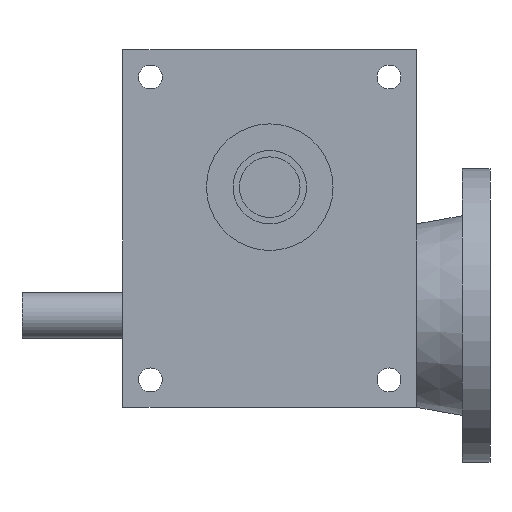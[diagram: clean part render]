
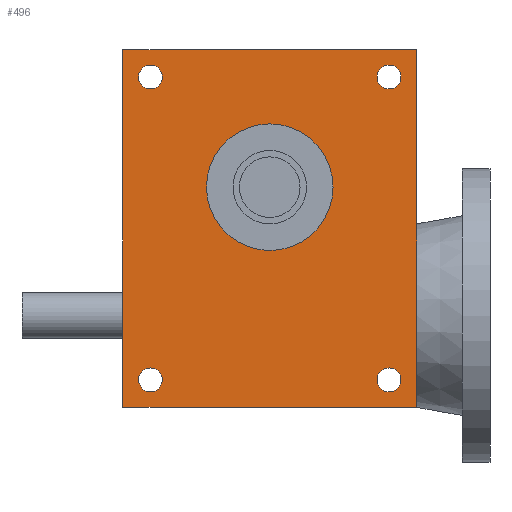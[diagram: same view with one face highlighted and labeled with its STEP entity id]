
A CAD part, front view. The second image highlights one B-rep face of the part: STEP entity #496.
In plain terms, the highlighted planar face has unit normal (0, -1, 0).
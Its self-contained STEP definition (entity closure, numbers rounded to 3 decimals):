
#496 = ADVANCED_FACE( '', ( #1028, #1029, #1030, #1031, #1032, #1033 ), #1034, .F. );
#1028 = FACE_BOUND( '', #1639, .T. );
#1029 = FACE_BOUND( '', #1640, .T. );
#1030 = FACE_BOUND( '', #1641, .T. );
#1031 = FACE_BOUND( '', #1642, .T. );
#1032 = FACE_BOUND( '', #1643, .T. );
#1033 = FACE_OUTER_BOUND( '', #1644, .T. );
#1034 = PLANE( '', #1645 );
#1639 = EDGE_LOOP( '', ( #2706 ) );
#1640 = EDGE_LOOP( '', ( #2707 ) );
#1641 = EDGE_LOOP( '', ( #2708 ) );
#1642 = EDGE_LOOP( '', ( #2709 ) );
#1643 = EDGE_LOOP( '', ( #2710 ) );
#1644 = EDGE_LOOP( '', ( #2711, #2712, #2713, #2714 ) );
#1645 = AXIS2_PLACEMENT_3D( '', #2715, #2716, #2717 );
#2706 = ORIENTED_EDGE( '', *, *, #3494, .T. );
#2707 = ORIENTED_EDGE( '', *, *, #3668, .T. );
#2708 = ORIENTED_EDGE( '', *, *, #3669, .T. );
#2709 = ORIENTED_EDGE( '', *, *, #3464, .T. );
#2710 = ORIENTED_EDGE( '', *, *, #3670, .T. );
#2711 = ORIENTED_EDGE( '', *, *, #3671, .T. );
#2712 = ORIENTED_EDGE( '', *, *, #3321, .F. );
#2713 = ORIENTED_EDGE( '', *, *, #3457, .F. );
#2714 = ORIENTED_EDGE( '', *, *, #3672, .T. );
#2715 = CARTESIAN_POINT( '', ( -80., -60., 97.5 ) );
#2716 = DIRECTION( '', ( 0., 1., 0. ) );
#2717 = DIRECTION( '', ( 0., 0., 1. ) );
#3321 = EDGE_CURVE( '', #3885, #3880, #3887, .T. );
#3457 = EDGE_CURVE( '', #4110, #3885, #4112, .T. );
#3464 = EDGE_CURVE( '', #4121, #4121, #4122, .T. );
#3494 = EDGE_CURVE( '', #4167, #4167, #4168, .T. );
#3668 = EDGE_CURVE( '', #4424, #4424, #4425, .T. );
#3669 = EDGE_CURVE( '', #4426, #4426, #4427, .T. );
#3670 = EDGE_CURVE( '', #4428, #4428, #4429, .T. );
#3671 = EDGE_CURVE( '', #4430, #3880, #4431, .T. );
#3672 = EDGE_CURVE( '', #4110, #4430, #4432, .T. );
#3880 = VERTEX_POINT( '', #4690 );
#3885 = VERTEX_POINT( '', #4697 );
#3887 = LINE( '', #4700, #4701 );
#4110 = VERTEX_POINT( '', #4997 );
#4112 = LINE( '', #5000, #5001 );
#4121 = VERTEX_POINT( '', #5014 );
#4122 = CIRCLE( '', #5015, 6.5 );
#4167 = VERTEX_POINT( '', #5103 );
#4168 = CIRCLE( '', #5104, 6.5 );
#4424 = VERTEX_POINT( '', #5463 );
#4425 = CIRCLE( '', #5464, 6.5 );
#4426 = VERTEX_POINT( '', #5465 );
#4427 = CIRCLE( '', #5466, 6.5 );
#4428 = VERTEX_POINT( '', #5467 );
#4429 = CIRCLE( '', #5468, 34.5 );
#4430 = VERTEX_POINT( '', #5469 );
#4431 = LINE( '', #5470, #5471 );
#4432 = LINE( '', #5472, #5473 );
#4690 = CARTESIAN_POINT( '', ( 80., -60., -97.5 ) );
#4697 = CARTESIAN_POINT( '', ( 80., -60., 97.5 ) );
#4700 = CARTESIAN_POINT( '', ( 80., -60., 97.5 ) );
#4701 = VECTOR( '', #5728, 1000. );
#4997 = CARTESIAN_POINT( '', ( -80., -60., 97.5 ) );
#5000 = CARTESIAN_POINT( '', ( -80., -60., 97.5 ) );
#5001 = VECTOR( '', #5887, 1000. );
#5014 = CARTESIAN_POINT( '', ( 71.5, -60., -82.5 ) );
#5015 = AXIS2_PLACEMENT_3D( '', #5892, #5893, #5894 );
#5103 = CARTESIAN_POINT( '', ( 71.5, -60., 82.5 ) );
#5104 = AXIS2_PLACEMENT_3D( '', #5929, #5930, #5931 );
#5463 = CARTESIAN_POINT( '', ( -58.5, -60., 82.5 ) );
#5464 = AXIS2_PLACEMENT_3D( '', #6158, #6159, #6160 );
#5465 = CARTESIAN_POINT( '', ( -58.5, -60., -82.5 ) );
#5466 = AXIS2_PLACEMENT_3D( '', #6161, #6162, #6163 );
#5467 = CARTESIAN_POINT( '', ( 34.5, -60., 22.5 ) );
#5468 = AXIS2_PLACEMENT_3D( '', #6164, #6165, #6166 );
#5469 = CARTESIAN_POINT( '', ( -80., -60., -97.5 ) );
#5470 = CARTESIAN_POINT( '', ( -80., -60., -97.5 ) );
#5471 = VECTOR( '', #6167, 1000. );
#5472 = CARTESIAN_POINT( '', ( -80., -60., 97.5 ) );
#5473 = VECTOR( '', #6168, 1000. );
#5728 = DIRECTION( '', ( 0., 0., -1. ) );
#5887 = DIRECTION( '', ( 1., 0., 0. ) );
#5892 = CARTESIAN_POINT( '', ( 65., -60., -82.5 ) );
#5893 = DIRECTION( '', ( 0., 1., 0. ) );
#5894 = DIRECTION( '', ( 1., 0., 0. ) );
#5929 = CARTESIAN_POINT( '', ( 65., -60., 82.5 ) );
#5930 = DIRECTION( '', ( 0., 1., 0. ) );
#5931 = DIRECTION( '', ( 1., 0., 0. ) );
#6158 = CARTESIAN_POINT( '', ( -65., -60., 82.5 ) );
#6159 = DIRECTION( '', ( 0., 1., 0. ) );
#6160 = DIRECTION( '', ( 1., 0., 0. ) );
#6161 = CARTESIAN_POINT( '', ( -65., -60., -82.5 ) );
#6162 = DIRECTION( '', ( 0., 1., 0. ) );
#6163 = DIRECTION( '', ( 1., 0., 0. ) );
#6164 = CARTESIAN_POINT( '', ( 0., -60., 22.5 ) );
#6165 = DIRECTION( '', ( 0., 1., 0. ) );
#6166 = DIRECTION( '', ( 1., 0., 0. ) );
#6167 = DIRECTION( '', ( 1., 0., 0. ) );
#6168 = DIRECTION( '', ( 0., 0., -1. ) );
